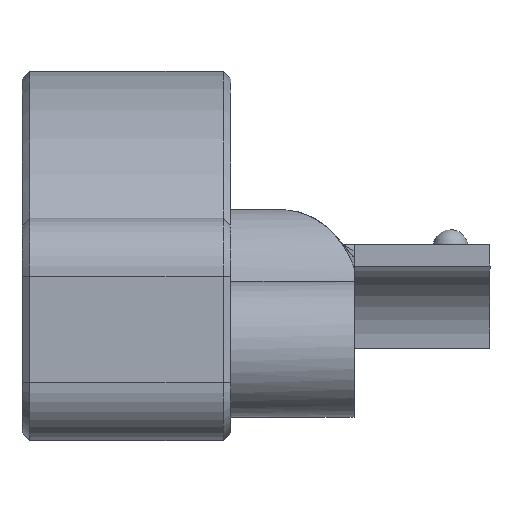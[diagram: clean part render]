
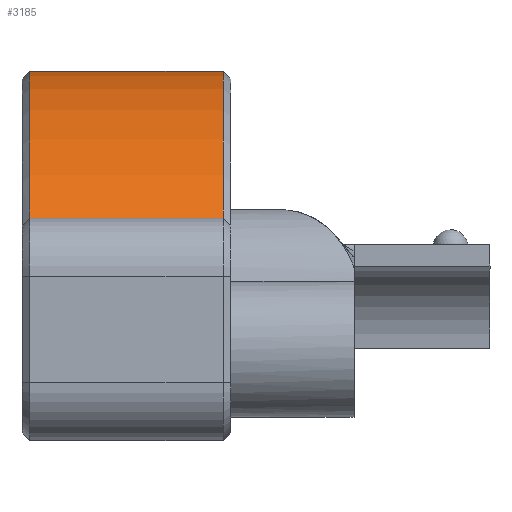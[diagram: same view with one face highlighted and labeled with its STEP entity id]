
A CAD part, left-side view. The second image highlights one B-rep face of the part: STEP entity #3185.
In plain terms, the highlighted cylindrical face has radius 21 mm (diameter 42 mm), a partial arc.
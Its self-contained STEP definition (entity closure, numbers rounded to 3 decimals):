
#164=CYLINDRICAL_SURFACE('',#3514,21.);
#237=CIRCLE('',#3365,21.);
#241=CIRCLE('',#3377,21.);
#437=FACE_OUTER_BOUND('',#624,.T.);
#624=EDGE_LOOP('',(#2768,#2769,#2770,#2771));
#798=LINE('',#4952,#1080);
#918=LINE('',#6175,#1200);
#1080=VECTOR('',#3994,1000.);
#1200=VECTOR('',#4380,1000.);
#1373=VERTEX_POINT('',#4874);
#1379=VERTEX_POINT('',#4895);
#1387=VERTEX_POINT('',#4930);
#1389=VERTEX_POINT('',#4939);
#1726=EDGE_CURVE('',#1373,#1379,#237,.T.);
#1746=EDGE_CURVE('',#1389,#1387,#241,.T.);
#1750=EDGE_CURVE('',#1387,#1373,#798,.T.);
#1960=EDGE_CURVE('',#1389,#1379,#918,.T.);
#2768=ORIENTED_EDGE('',*,*,#1726,.F.);
#2769=ORIENTED_EDGE('',*,*,#1750,.F.);
#2770=ORIENTED_EDGE('',*,*,#1746,.F.);
#2771=ORIENTED_EDGE('',*,*,#1960,.T.);
#3185=ADVANCED_FACE('',(#437),#164,.T.);
#3365=AXIS2_PLACEMENT_3D('',#4896,#3948,#3949);
#3377=AXIS2_PLACEMENT_3D('',#4941,#3985,#3986);
#3514=AXIS2_PLACEMENT_3D('',#6177,#4382,#4383);
#3948=DIRECTION('center_axis',(0.,1.,0.));
#3949=DIRECTION('ref_axis',(-0.769,0.,0.639));
#3985=DIRECTION('center_axis',(0.,-1.,0.));
#3986=DIRECTION('ref_axis',(-0.769,0.,0.639));
#3994=DIRECTION('',(0.,1.,0.));
#4380=DIRECTION('',(0.,1.,0.));
#4382=DIRECTION('center_axis',(0.,1.,0.));
#4383=DIRECTION('ref_axis',(-0.769,0.,0.639));
#4874=CARTESIAN_POINT('',(-16.3,21.784,13.698));
#4895=CARTESIAN_POINT('',(-0.149,21.784,21.276));
#4896=CARTESIAN_POINT('Origin',(-0.149,21.784,0.276));
#4930=CARTESIAN_POINT('',(-16.3,11.802,13.698));
#4939=CARTESIAN_POINT('',(-0.149,11.802,21.276));
#4941=CARTESIAN_POINT('Origin',(-0.149,11.802,0.276));
#4952=CARTESIAN_POINT('',(-16.3,12.218,13.698));
#6175=CARTESIAN_POINT('',(-0.149,12.218,21.276));
#6177=CARTESIAN_POINT('Origin',(-0.149,12.218,0.276));
